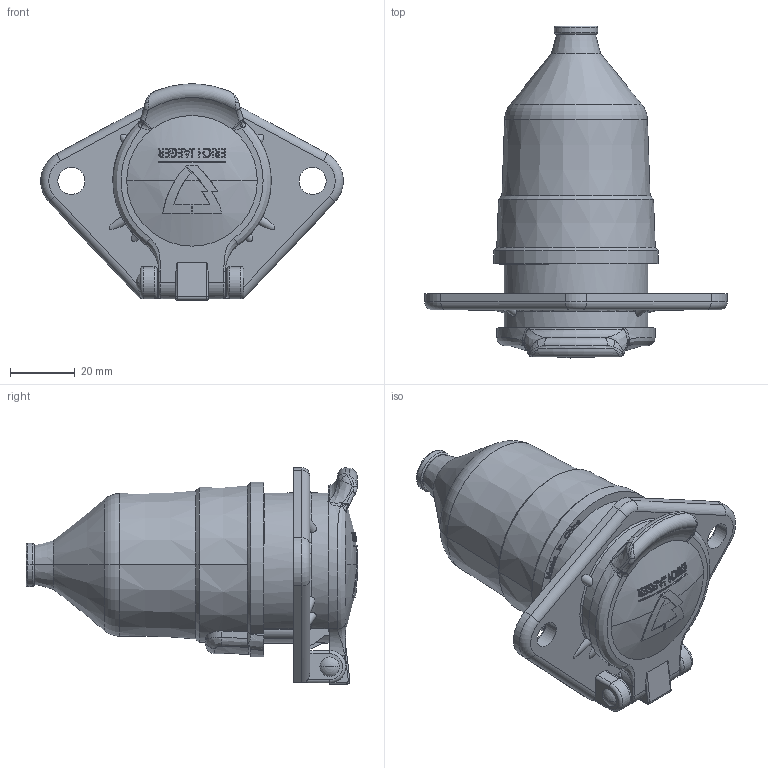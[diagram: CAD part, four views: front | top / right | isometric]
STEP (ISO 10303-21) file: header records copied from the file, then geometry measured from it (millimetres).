
FILE_DESCRIPTION((''),'2;1');
FILE_NAME('111307_SW0001','2020-12-04T11:58:46',('teru'),(''),'CREO PARAMETRIC BY PTC INC, 2017380','CREO PARAMETRIC BY PTC INC, 2017380','');
FILE_SCHEMA(('CONFIG_CONTROL_DESIGN'));
Length unit declared in the file: millimetre
Products named in the file (1): 111307_SW0001
Bounding box: 93.54 x 102.67 x 66.9 mm (x, y, z)
Volume: 150504.1 mm3; surface area: 27642.3 mm2
Topology: 1 solids, 1 shells, 911 faces, 2486 edges, 1614 vertices
Faces by surface type: plane 572, cylinder 127, extrusion 62, torus 59, bspline 44, sphere 27, cone 20
Entity records: 33941 total; most frequent: CARTESIAN_POINT 11218, ORIENTED_EDGE 4960, DIRECTION 4380, EDGE_CURVE 2480, VERTEX_POINT 1614, VECTOR 1602, LINE 1540, AXIS2_PLACEMENT_3D 1389
